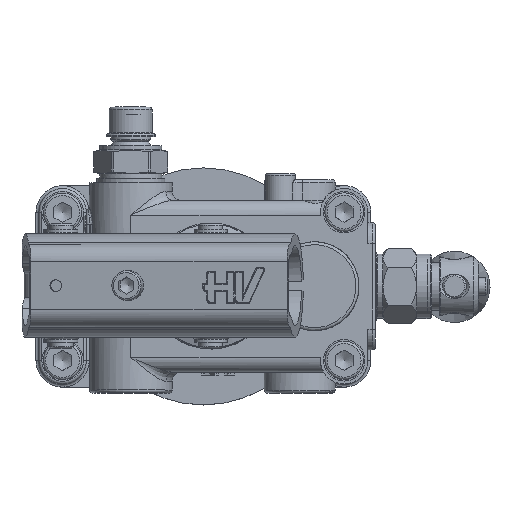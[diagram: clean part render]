
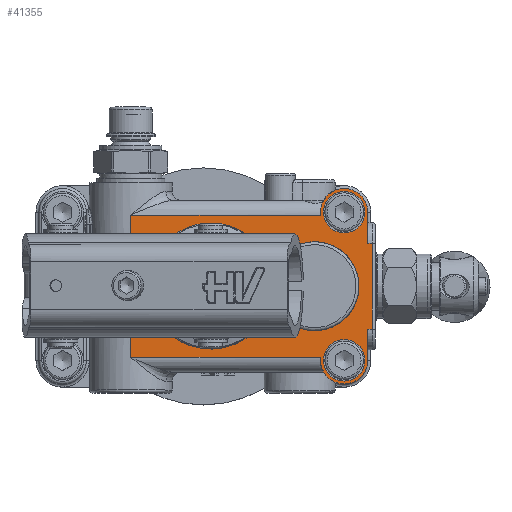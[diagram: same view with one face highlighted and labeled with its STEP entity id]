
A CAD part, top view. The second image highlights one B-rep face of the part: STEP entity #41355.
In plain terms, the highlighted planar face has unit normal (0, 0, 1).
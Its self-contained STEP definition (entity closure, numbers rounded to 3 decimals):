
#35469=CARTESIAN_POINT('',(111.0,9.,43.));
#35470=VERTEX_POINT('',#35469);
#35471=CARTESIAN_POINT('',(104.0,9.,43.));
#35472=DIRECTION('',(0.0,0.0,-1.0));
#35473=DIRECTION('',(1.0,0.0,0.0));
#35474=AXIS2_PLACEMENT_3D('',#35471,#35472,#35473);
#35475=CIRCLE('',#35474,7.);
#35476=EDGE_CURVE('',#35470,#35470,#35475,.T.);
#35509=CARTESIAN_POINT('',(111.,59.,43.));
#35510=VERTEX_POINT('',#35509);
#35511=CARTESIAN_POINT('',(104.,59.,43.));
#35512=DIRECTION('',(0.0,0.0,-1.0));
#35513=DIRECTION('',(1.0,0.0,0.0));
#35514=AXIS2_PLACEMENT_3D('',#35511,#35512,#35513);
#35515=CIRCLE('',#35514,7.);
#35516=EDGE_CURVE('',#35510,#35510,#35515,.T.);
#36971=CARTESIAN_POINT('',(112.,9.,43.));
#36972=VERTEX_POINT('',#36971);
#36979=CARTESIAN_POINT('',(96.0,9.,43.));
#36980=VERTEX_POINT('',#36979);
#36981=CARTESIAN_POINT('',(104.0,9.,43.));
#36982=DIRECTION('',(0.0,0.0,-1.0));
#36983=DIRECTION('',(-1.0,0.0,0.0));
#36984=AXIS2_PLACEMENT_3D('',#36981,#36982,#36983);
#36985=CIRCLE('',#36984,8.0);
#36986=EDGE_CURVE('',#36972,#36980,#36985,.T.);
#37124=CARTESIAN_POINT('',(83.0,23.802,43.));
#37125=VERTEX_POINT('',#37124);
#37133=CARTESIAN_POINT('',(83.0,44.198,43.));
#37134=VERTEX_POINT('',#37133);
#37135=CARTESIAN_POINT('',(94.,34.0,43.));
#37136=DIRECTION('',(0.0,0.0,-1.0));
#37137=DIRECTION('',(-1.0,0.0,0.0));
#37138=AXIS2_PLACEMENT_3D('',#37135,#37136,#37137);
#37139=CIRCLE('',#37138,15.0);
#37140=EDGE_CURVE('',#37134,#37125,#37139,.T.);
#37159=CARTESIAN_POINT('',(83.0,23.802,43.));
#37160=DIRECTION('',(0.0,1.0,0.0));
#37161=VECTOR('',#37160,20.396);
#37162=LINE('',#37159,#37161);
#37163=EDGE_CURVE('',#37125,#37134,#37162,.T.);
#37579=CARTESIAN_POINT('',(96.,59.,43.));
#37580=VERTEX_POINT('',#37579);
#37587=CARTESIAN_POINT('',(112.0,59.,43.));
#37588=VERTEX_POINT('',#37587);
#37589=CARTESIAN_POINT('',(104.,59.,43.));
#37590=DIRECTION('',(0.0,0.0,-1.0));
#37591=DIRECTION('',(1.0,0.0,0.0));
#37592=AXIS2_PLACEMENT_3D('',#37589,#37590,#37591);
#37593=CIRCLE('',#37592,8.0);
#37594=EDGE_CURVE('',#37580,#37588,#37593,.T.);
#37619=CARTESIAN_POINT('',(32.,58.,43.));
#37620=VERTEX_POINT('',#37619);
#37636=CARTESIAN_POINT('',(96.,58.,43.));
#37637=VERTEX_POINT('',#37636);
#37638=CARTESIAN_POINT('',(96.,58.,43.));
#37639=DIRECTION('',(-1.0,0.0,0.0));
#37640=VECTOR('',#37639,64.);
#37641=LINE('',#37638,#37640);
#37642=EDGE_CURVE('',#37637,#37620,#37641,.T.);
#38446=CARTESIAN_POINT('',(32.,44.122,43.));
#38447=VERTEX_POINT('',#38446);
#38458=CARTESIAN_POINT('',(32.0,44.122,43.0));
#38459=DIRECTION('',(0.0,1.0,0.0));
#38460=VECTOR('',#38459,13.878);
#38461=LINE('',#38458,#38460);
#38462=EDGE_CURVE('',#38447,#37620,#38461,.T.);
#39158=CARTESIAN_POINT('',(32.,10.0,43.));
#39159=VERTEX_POINT('',#39158);
#39628=CARTESIAN_POINT('',(32.,23.878,43.));
#39629=VERTEX_POINT('',#39628);
#39630=CARTESIAN_POINT('',(32.0,10.,43.0));
#39631=DIRECTION('',(0.0,1.0,0.0));
#39632=VECTOR('',#39631,13.878);
#39633=LINE('',#39630,#39632);
#39634=EDGE_CURVE('',#39159,#39629,#39633,.T.);
#39727=CARTESIAN_POINT('',(96.0,10.0,43.));
#39728=VERTEX_POINT('',#39727);
#39736=CARTESIAN_POINT('',(96.0,10.0,43.));
#39737=DIRECTION('',(-1.0,0.0,0.0));
#39738=VECTOR('',#39737,64.);
#39739=LINE('',#39736,#39738);
#39740=EDGE_CURVE('',#39728,#39159,#39739,.T.);
#40963=CARTESIAN_POINT('',(113.5,48.5,43.));
#40964=VERTEX_POINT('',#40963);
#40997=CARTESIAN_POINT('',(113.5,19.5,43.));
#40998=VERTEX_POINT('',#40997);
#41009=CARTESIAN_POINT('',(113.5,48.5,43.));
#41010=DIRECTION('',(0.0,-1.0,0.0));
#41011=VECTOR('',#41010,29.);
#41012=LINE('',#41009,#41011);
#41013=EDGE_CURVE('',#40964,#40998,#41012,.T.);
#41242=CARTESIAN_POINT('',(112.0,19.5,43.));
#41243=VERTEX_POINT('',#41242);
#41244=CARTESIAN_POINT('',(112.0,19.5,43.));
#41245=DIRECTION('',(1.0,0.0,0.0));
#41246=VECTOR('',#41245,1.5);
#41247=LINE('',#41244,#41246);
#41248=EDGE_CURVE('',#41243,#40998,#41247,.T.);
#41261=CARTESIAN_POINT('',(104.,34.,43.));
#41262=DIRECTION('',(0.0,0.0,1.0));
#41263=DIRECTION('',(1.0,0.0,0.0));
#41264=AXIS2_PLACEMENT_3D('',#41261,#41262,#41263);
#41265=PLANE('',#41264);
#41266=ORIENTED_EDGE('',*,*,#41013,.F.);
#41267=CARTESIAN_POINT('',(112.,48.5,43.));
#41268=VERTEX_POINT('',#41267);
#41269=CARTESIAN_POINT('',(112.,48.5,43.));
#41270=DIRECTION('',(1.0,0.0,0.0));
#41271=VECTOR('',#41270,1.5);
#41272=LINE('',#41269,#41271);
#41273=EDGE_CURVE('',#41268,#40964,#41272,.T.);
#41274=ORIENTED_EDGE('',*,*,#41273,.F.);
#41275=CARTESIAN_POINT('',(112.0,59.,43.));
#41276=DIRECTION('',(0.0,-1.0,0.0));
#41277=VECTOR('',#41276,10.5);
#41278=LINE('',#41275,#41277);
#41279=EDGE_CURVE('',#37588,#41268,#41278,.T.);
#41280=ORIENTED_EDGE('',*,*,#41279,.F.);
#41281=ORIENTED_EDGE('',*,*,#37594,.F.);
#41282=CARTESIAN_POINT('',(96.,58.,43.));
#41283=DIRECTION('',(0.0,1.0,0.0));
#41284=VECTOR('',#41283,1.);
#41285=LINE('',#41282,#41284);
#41286=EDGE_CURVE('',#37637,#37580,#41285,.T.);
#41287=ORIENTED_EDGE('',*,*,#41286,.F.);
#41288=ORIENTED_EDGE('',*,*,#37642,.T.);
#41289=ORIENTED_EDGE('',*,*,#38462,.F.);
#41290=CARTESIAN_POINT('',(33.732,41.0,43.));
#41291=VERTEX_POINT('',#41290);
#41292=CARTESIAN_POINT('',(33.732,41.0,43.));
#41293=CARTESIAN_POINT('',(33.732,41.528,43.));
#41294=CARTESIAN_POINT('',(33.438,42.767,43.));
#41295=CARTESIAN_POINT('',(32.582,43.719,43.));
#41296=CARTESIAN_POINT('',(32.,44.122,43.));
#41297=B_SPLINE_CURVE_WITH_KNOTS('',3,(#41292,#41293,#41294,#41295,#41296),.UNSPECIFIED.,.F.,.U.,(4,1,4),(2.696,2.855,3.066),.UNSPECIFIED.);
#41298=EDGE_CURVE('',#41291,#38447,#41297,.T.);
#41299=ORIENTED_EDGE('',*,*,#41298,.F.);
#41300=CARTESIAN_POINT('',(33.732,27.,43.));
#41301=VERTEX_POINT('',#41300);
#41302=CARTESIAN_POINT('',(33.732,27.,43.));
#41303=DIRECTION('',(0.0,1.0,0.0));
#41304=VECTOR('',#41303,14.);
#41305=LINE('',#41302,#41304);
#41306=EDGE_CURVE('',#41301,#41291,#41305,.T.);
#41307=ORIENTED_EDGE('',*,*,#41306,.F.);
#41308=CARTESIAN_POINT('',(32.,23.878,43.));
#41309=CARTESIAN_POINT('',(32.433,24.178,43.));
#41310=CARTESIAN_POINT('',(33.336,25.067,43.));
#41311=CARTESIAN_POINT('',(33.732,26.29,43.0));
#41312=CARTESIAN_POINT('',(33.732,27.,43.));
#41313=B_SPLINE_CURVE_WITH_KNOTS('',3,(#41308,#41309,#41310,#41311,#41312),.UNSPECIFIED.,.F.,.U.,(4,1,4),(2.696,2.854,3.065),.UNSPECIFIED.);
#41314=EDGE_CURVE('',#39629,#41301,#41313,.T.);
#41315=ORIENTED_EDGE('',*,*,#41314,.F.);
#41316=ORIENTED_EDGE('',*,*,#39634,.F.);
#41317=ORIENTED_EDGE('',*,*,#39740,.F.);
#41318=CARTESIAN_POINT('',(96.,9.,43.));
#41319=DIRECTION('',(0.0,1.0,0.0));
#41320=VECTOR('',#41319,1.);
#41321=LINE('',#41318,#41320);
#41322=EDGE_CURVE('',#36980,#39728,#41321,.T.);
#41323=ORIENTED_EDGE('',*,*,#41322,.F.);
#41324=ORIENTED_EDGE('',*,*,#36986,.F.);
#41325=CARTESIAN_POINT('',(112.,19.5,43.));
#41326=DIRECTION('',(0.0,-1.0,0.0));
#41327=VECTOR('',#41326,10.5);
#41328=LINE('',#41325,#41327);
#41329=EDGE_CURVE('',#41243,#36972,#41328,.T.);
#41330=ORIENTED_EDGE('',*,*,#41329,.F.);
#41331=ORIENTED_EDGE('',*,*,#41248,.T.);
#41332=EDGE_LOOP('',(#41266,#41274,#41280,#41281,#41287,#41288,#41289,#41299,#41307,#41315,#41316,#41317,#41323,#41324,#41330,#41331));
#41333=FACE_OUTER_BOUND('',#41332,.T.);
#41334=ORIENTED_EDGE('',*,*,#35476,.T.);
#41335=EDGE_LOOP('',(#41334));
#41336=FACE_BOUND('',#41335,.T.);
#41337=ORIENTED_EDGE('',*,*,#35516,.T.);
#41338=EDGE_LOOP('',(#41337));
#41339=FACE_BOUND('',#41338,.T.);
#41340=ORIENTED_EDGE('',*,*,#37140,.T.);
#41341=ORIENTED_EDGE('',*,*,#37163,.T.);
#41342=EDGE_LOOP('',(#41340,#41341));
#41343=FACE_BOUND('',#41342,.T.);
#41344=CARTESIAN_POINT('',(46.28,21.264,43.));
#41345=VERTEX_POINT('',#41344);
#41346=CARTESIAN_POINT('',(59.,34.0,43.));
#41347=DIRECTION('',(0.0,0.0,1.0));
#41348=DIRECTION('',(0.707,0.708,0.0));
#41349=AXIS2_PLACEMENT_3D('',#41346,#41347,#41348);
#41350=CIRCLE('',#41349,18.);
#41351=EDGE_CURVE('',#41345,#41345,#41350,.T.);
#41352=ORIENTED_EDGE('',*,*,#41351,.F.);
#41353=EDGE_LOOP('',(#41352));
#41354=FACE_BOUND('',#41353,.T.);
#41355=ADVANCED_FACE('',(#41333,#41336,#41339,#41343,#41354),#41265,.T.);
